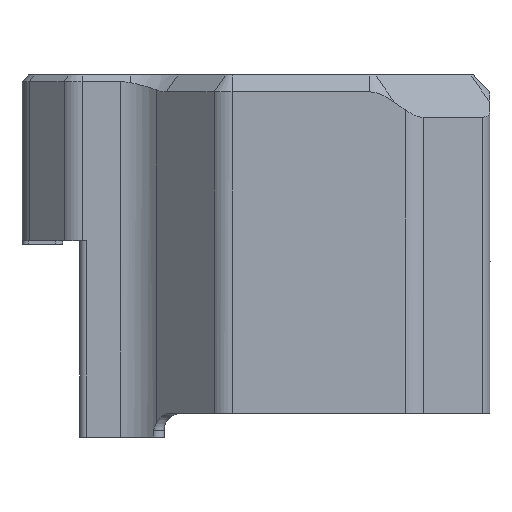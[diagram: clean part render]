
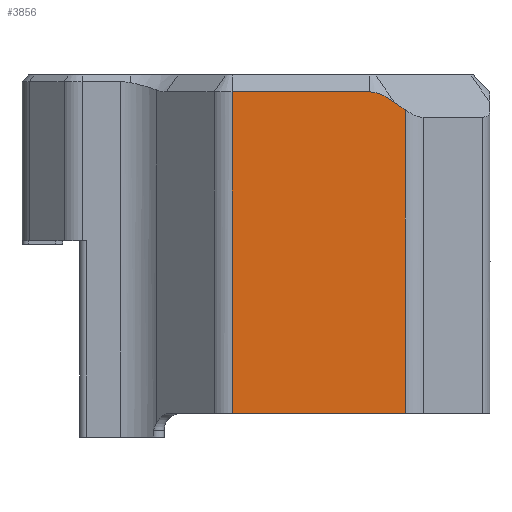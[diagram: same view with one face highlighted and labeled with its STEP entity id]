
A CAD part, front view. The second image highlights one B-rep face of the part: STEP entity #3856.
In plain terms, the highlighted planar face has unit normal (0, -1, 0).
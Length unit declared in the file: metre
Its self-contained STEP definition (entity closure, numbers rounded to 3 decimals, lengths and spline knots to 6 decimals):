
#343=B_SPLINE_CURVE_WITH_KNOTS('',3,(#5955,#5956,#5957,#5958),
 .UNSPECIFIED.,.F.,.F.,(4,4),(0.000783,0.00243),
 .UNSPECIFIED.);
#456=LINE('',#5934,#786);
#457=LINE('',#5938,#787);
#460=LINE('',#5960,#790);
#461=LINE('',#5962,#791);
#462=LINE('',#5963,#792);
#786=VECTOR('',#4647,1.);
#787=VECTOR('',#4652,1.);
#790=VECTOR('',#4657,1.);
#791=VECTOR('',#4658,1.);
#792=VECTOR('',#4659,1.);
#1190=ORIENTED_EDGE('',*,*,#2343,.T.);
#1191=ORIENTED_EDGE('',*,*,#2338,.T.);
#1192=ORIENTED_EDGE('',*,*,#2344,.T.);
#1193=ORIENTED_EDGE('',*,*,#2345,.T.);
#1194=ORIENTED_EDGE('',*,*,#2336,.F.);
#1195=ORIENTED_EDGE('',*,*,#2346,.T.);
#2336=EDGE_CURVE('',#2903,#2904,#456,.T.);
#2338=EDGE_CURVE('',#2905,#2906,#457,.T.);
#2343=EDGE_CURVE('',#2910,#2905,#343,.T.);
#2344=EDGE_CURVE('',#2906,#2911,#460,.T.);
#2345=EDGE_CURVE('',#2911,#2904,#461,.T.);
#2346=EDGE_CURVE('',#2903,#2910,#462,.T.);
#2903=VERTEX_POINT('',#5933);
#2904=VERTEX_POINT('',#5935);
#2905=VERTEX_POINT('',#5939);
#2906=VERTEX_POINT('',#5940);
#2910=VERTEX_POINT('',#5959);
#2911=VERTEX_POINT('',#5961);
#3235=EDGE_LOOP('',(#1190,#1191,#1192,#1193,#1194,#1195));
#3495=FACE_BOUND('',#3235,.T.);
#3743=PLANE('',#4116);
#3856=ADVANCED_FACE('',(#3495),#3743,.F.);
#4116=AXIS2_PLACEMENT_3D('',#5954,#4655,#4656);
#4647=DIRECTION('',(0.,0.,-1.));
#4652=DIRECTION('',(-1.,0.,0.));
#4655=DIRECTION('',(0.,1.,0.));
#4656=DIRECTION('',(-1.,0.,0.));
#4657=DIRECTION('',(0.,0.,-1.));
#4658=DIRECTION('',(1.,0.,0.));
#4659=DIRECTION('',(-0.816,0.,0.577));
#5933=CARTESIAN_POINT('',(0.073035,0.05376,-0.020061));
#5934=CARTESIAN_POINT('',(0.073035,0.05376,-0.0334));
#5935=CARTESIAN_POINT('',(0.073035,0.05376,-0.038));
#5938=CARTESIAN_POINT('',(0.073657,0.05376,-0.019));
#5939=CARTESIAN_POINT('',(0.070914,0.05376,-0.019));
#5940=CARTESIAN_POINT('',(0.062812,0.05376,-0.019));
#5954=CARTESIAN_POINT('',(0.073657,0.05376,-0.059));
#5955=CARTESIAN_POINT('',(0.072414,0.05376,-0.019621));
#5956=CARTESIAN_POINT('',(0.071966,0.05376,-0.019304));
#5957=CARTESIAN_POINT('',(0.071469,0.05376,-0.019));
#5958=CARTESIAN_POINT('',(0.070914,0.05376,-0.019));
#5959=CARTESIAN_POINT('',(0.072414,0.05376,-0.019621));
#5960=CARTESIAN_POINT('',(0.062812,0.05376,-0.0334));
#5961=CARTESIAN_POINT('',(0.062812,0.05376,-0.038));
#5962=CARTESIAN_POINT('',(0.062812,0.05376,-0.038));
#5963=CARTESIAN_POINT('',(0.091806,0.05376,-0.033333));
